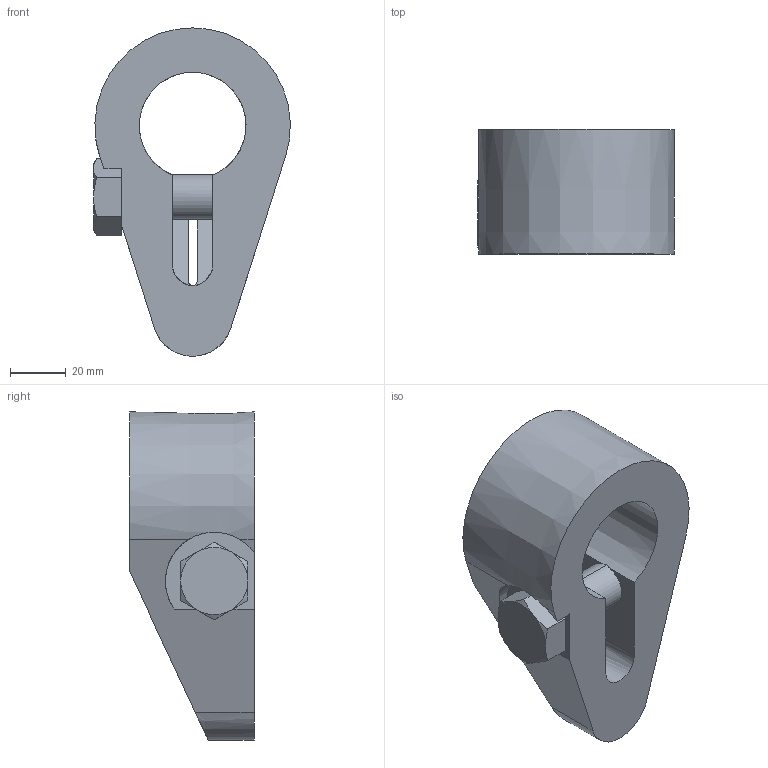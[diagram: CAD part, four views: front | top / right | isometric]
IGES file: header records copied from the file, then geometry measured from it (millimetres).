
Start section:  PTC IGES file: ilc91522106.igs
Global section: file name: ilc91522106.igs; native system: Pro/ENGINEER by Parametric Technology Corporation; preprocessor: 2004290; author: KR; organization: Unknown; date: 050411.094256; units: inch
Bounding box: 70.26 x 44.45 x 117.27 mm (x, y, z)
Surface area: 31583.6 mm2 (no closed solid volume)
Topology: 0 solids, 0 shells, 41 faces, 222 edges, 222 vertices
Faces by surface type: bspline 23, revolution 18
